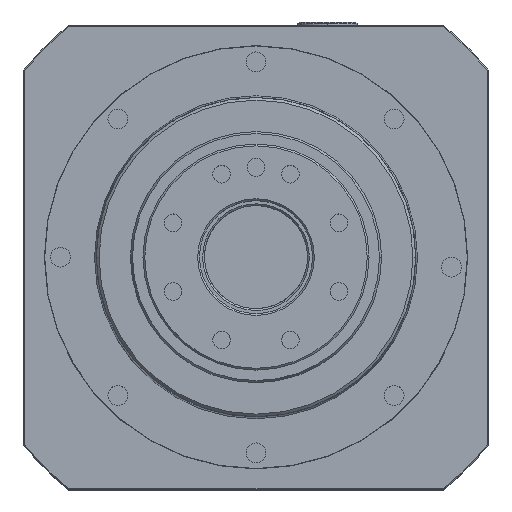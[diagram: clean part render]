
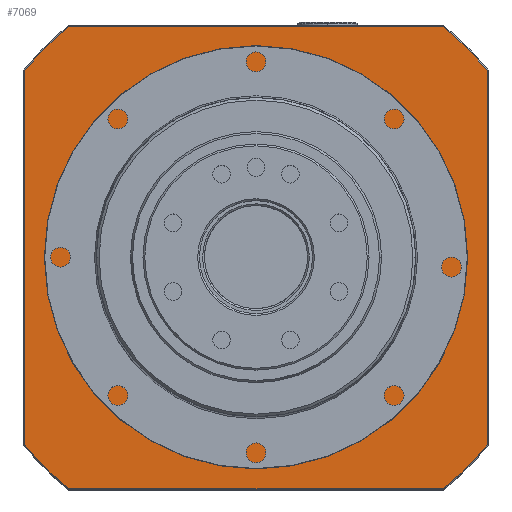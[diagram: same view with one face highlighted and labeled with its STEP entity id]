
A CAD part, top view. The second image highlights one B-rep face of the part: STEP entity #7069.
In plain terms, the highlighted planar face has unit normal (0, 0, 1).
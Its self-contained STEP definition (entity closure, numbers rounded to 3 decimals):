
#84 = CIRCLE ( 'NONE', #3519, 44.5 ) ;
#107 = CARTESIAN_POINT ( 'NONE',  ( 0., 0., -45.7 ) ) ;
#405 = PLANE ( 'NONE',  #7045 ) ;
#428 = EDGE_CURVE ( 'NONE', #9263, #4224, #2014, .T. ) ;
#643 = EDGE_LOOP ( 'NONE', ( #7270, #5473, #1594, #2779, #692, #10308, #12295, #6129 ) ) ;
#692 = ORIENTED_EDGE ( 'NONE', *, *, #2272, .T. ) ;
#715 = DIRECTION ( 'NONE',  ( 1., 0., 0. ) ) ;
#1050 = CARTESIAN_POINT ( 'NONE',  ( 0., 0., -45.7 ) ) ;
#1149 = DIRECTION ( 'NONE',  ( 1., 0., 0. ) ) ;
#1288 = VERTEX_POINT ( 'NONE', #11947 ) ;
#1434 = DIRECTION ( 'NONE',  ( 0., 0., 1. ) ) ;
#1524 = ORIENTED_EDGE ( 'NONE', *, *, #6141, .F. ) ;
#1594 = ORIENTED_EDGE ( 'NONE', *, *, #7542, .T. ) ;
#1676 = VECTOR ( 'NONE', #2481, 1000. ) ;
#2014 = LINE ( 'NONE', #3225, #1676 ) ;
#2038 = DIRECTION ( 'NONE',  ( 1., 0., 0. ) ) ;
#2042 = FACE_BOUND ( 'NONE', #7799, .T. ) ;
#2081 = DIRECTION ( 'NONE',  ( 1., 0., 0. ) ) ;
#2143 = VERTEX_POINT ( 'NONE', #9431 ) ;
#2269 = EDGE_CURVE ( 'NONE', #2143, #7966, #9268, .T. ) ;
#2272 = EDGE_CURVE ( 'NONE', #8807, #2756, #5860, .T. ) ;
#2441 = CARTESIAN_POINT ( 'NONE',  ( 0., 0., -45.7 ) ) ;
#2481 = DIRECTION ( 'NONE',  ( 0., -1., 0. ) ) ;
#2756 = VERTEX_POINT ( 'NONE', #12925 ) ;
#2758 = CARTESIAN_POINT ( 'NONE',  ( 0., 0., -45.7 ) ) ;
#2779 = ORIENTED_EDGE ( 'NONE', *, *, #9129, .T. ) ;
#3225 = CARTESIAN_POINT ( 'NONE',  ( -64.4, -52.308, -45.7 ) ) ;
#3505 = DIRECTION ( 'NONE',  ( 1., 0., 0. ) ) ;
#3519 = AXIS2_PLACEMENT_3D ( 'NONE', #1050, #8300, #2081 ) ;
#3801 = VERTEX_POINT ( 'NONE', #5331 ) ;
#3831 = DIRECTION ( 'NONE',  ( 1., 0., 0. ) ) ;
#4224 = VERTEX_POINT ( 'NONE', #7039 ) ;
#4320 = CARTESIAN_POINT ( 'NONE',  ( -64.4, 52.202, -45.7 ) ) ;
#4515 = CARTESIAN_POINT ( 'NONE',  ( 64.4, 52.308, -45.7 ) ) ;
#4601 = DIRECTION ( 'NONE',  ( 0., 0., 1. ) ) ;
#5077 = VERTEX_POINT ( 'NONE', #7989 ) ;
#5243 = EDGE_CURVE ( 'NONE', #7966, #5077, #8889, .T. ) ;
#5275 = VECTOR ( 'NONE', #2038, 1000. ) ;
#5327 = AXIS2_PLACEMENT_3D ( 'NONE', #13070, #6912, #715 ) ;
#5331 = CARTESIAN_POINT ( 'NONE',  ( 44.5, 0., -45.7 ) ) ;
#5473 = ORIENTED_EDGE ( 'NONE', *, *, #428, .T. ) ;
#5860 = CIRCLE ( 'NONE', #10650, 82.9 ) ;
#6129 = ORIENTED_EDGE ( 'NONE', *, *, #5243, .T. ) ;
#6141 = EDGE_CURVE ( 'NONE', #1288, #3801, #6599, .T. ) ;
#6269 = VECTOR ( 'NONE', #11731, 1000. ) ;
#6599 = CIRCLE ( 'NONE', #7116, 44.5 ) ;
#6912 = DIRECTION ( 'NONE',  ( 0., 0., 1. ) ) ;
#7039 = CARTESIAN_POINT ( 'NONE',  ( -64.4, -52.202, -45.7 ) ) ;
#7045 = AXIS2_PLACEMENT_3D ( 'NONE', #2441, #1434, #8687 ) ;
#7069 = ADVANCED_FACE ( 'NONE', ( #13358, #2042 ), #405, .T. ) ;
#7116 = AXIS2_PLACEMENT_3D ( 'NONE', #107, #7348, #1149 ) ;
#7169 = CARTESIAN_POINT ( 'NONE',  ( -52.308, 64.4, -45.7 ) ) ;
#7256 = DIRECTION ( 'NONE',  ( 0., 0., 1. ) ) ;
#7270 = ORIENTED_EDGE ( 'NONE', *, *, #12531, .T. ) ;
#7348 = DIRECTION ( 'NONE',  ( 0., 0., 1. ) ) ;
#7542 = EDGE_CURVE ( 'NONE', #4224, #10818, #11119, .T. ) ;
#7789 = CARTESIAN_POINT ( 'NONE',  ( 0., 0., -45.7 ) ) ;
#7799 = EDGE_LOOP ( 'NONE', ( #1524, #8333 ) ) ;
#7897 = AXIS2_PLACEMENT_3D ( 'NONE', #7789, #4601, #10505 ) ;
#7966 = VERTEX_POINT ( 'NONE', #8527 ) ;
#7989 = CARTESIAN_POINT ( 'NONE',  ( -52.202, 64.4, -45.7 ) ) ;
#8027 = EDGE_CURVE ( 'NONE', #2756, #2143, #9017, .T. ) ;
#8300 = DIRECTION ( 'NONE',  ( 0., 0., 1. ) ) ;
#8333 = ORIENTED_EDGE ( 'NONE', *, *, #9137, .F. ) ;
#8346 = LINE ( 'NONE', #9305, #5275 ) ;
#8527 = CARTESIAN_POINT ( 'NONE',  ( 52.202, 64.4, -45.7 ) ) ;
#8687 = DIRECTION ( 'NONE',  ( 1., 0., 0. ) ) ;
#8807 = VERTEX_POINT ( 'NONE', #9888 ) ;
#8889 = LINE ( 'NONE', #7169, #11300 ) ;
#9017 = LINE ( 'NONE', #4515, #6269 ) ;
#9129 = EDGE_CURVE ( 'NONE', #10818, #8807, #8346, .T. ) ;
#9137 = EDGE_CURVE ( 'NONE', #3801, #1288, #84, .T. ) ;
#9263 = VERTEX_POINT ( 'NONE', #4320 ) ;
#9268 = CIRCLE ( 'NONE', #7897, 82.9 ) ;
#9305 = CARTESIAN_POINT ( 'NONE',  ( 52.308, -64.4, -45.7 ) ) ;
#9431 = CARTESIAN_POINT ( 'NONE',  ( 64.4, 52.202, -45.7 ) ) ;
#9637 = AXIS2_PLACEMENT_3D ( 'NONE', #2758, #10018, #3831 ) ;
#9888 = CARTESIAN_POINT ( 'NONE',  ( 52.202, -64.4, -45.7 ) ) ;
#10018 = DIRECTION ( 'NONE',  ( 0., 0., 1. ) ) ;
#10308 = ORIENTED_EDGE ( 'NONE', *, *, #8027, .T. ) ;
#10505 = DIRECTION ( 'NONE',  ( 1., 0., 0. ) ) ;
#10650 = AXIS2_PLACEMENT_3D ( 'NONE', #10772, #7256, #3505 ) ;
#10772 = CARTESIAN_POINT ( 'NONE',  ( 0., 0., -45.7 ) ) ;
#10818 = VERTEX_POINT ( 'NONE', #11162 ) ;
#11119 = CIRCLE ( 'NONE', #5327, 82.9 ) ;
#11162 = CARTESIAN_POINT ( 'NONE',  ( -52.202, -64.4, -45.7 ) ) ;
#11300 = VECTOR ( 'NONE', #13335, 1000. ) ;
#11731 = DIRECTION ( 'NONE',  ( 0., 1., 0. ) ) ;
#11947 = CARTESIAN_POINT ( 'NONE',  ( -44.5, 0., -45.7 ) ) ;
#12295 = ORIENTED_EDGE ( 'NONE', *, *, #2269, .T. ) ;
#12531 = EDGE_CURVE ( 'NONE', #5077, #9263, #13095, .T. ) ;
#12925 = CARTESIAN_POINT ( 'NONE',  ( 64.4, -52.202, -45.7 ) ) ;
#13070 = CARTESIAN_POINT ( 'NONE',  ( 0., 0., -45.7 ) ) ;
#13095 = CIRCLE ( 'NONE', #9637, 82.9 ) ;
#13335 = DIRECTION ( 'NONE',  ( -1., 0., 0. ) ) ;
#13358 = FACE_OUTER_BOUND ( 'NONE', #643, .T. ) ;
